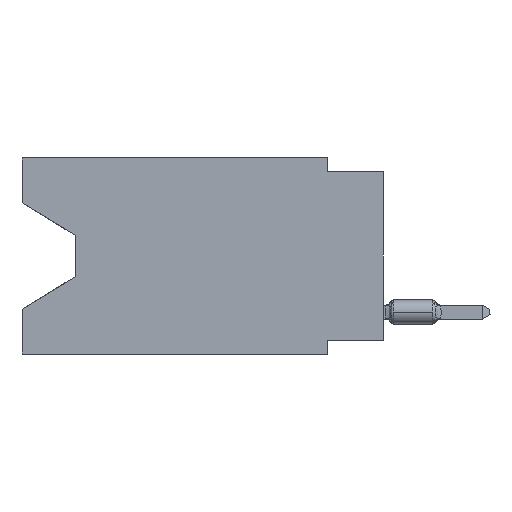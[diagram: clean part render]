
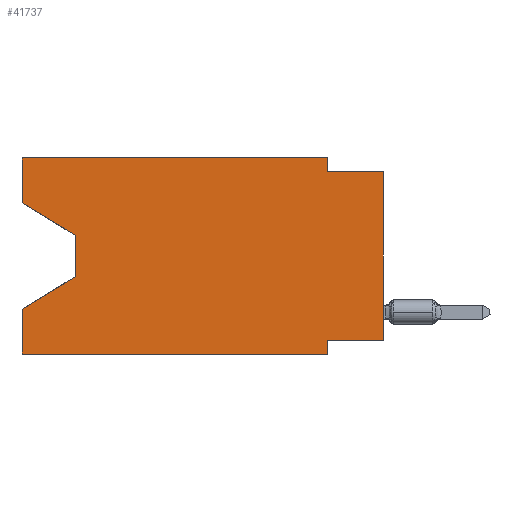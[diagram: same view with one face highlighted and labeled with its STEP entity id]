
A CAD part, left-side view. The second image highlights one B-rep face of the part: STEP entity #41737.
In plain terms, the highlighted planar face has unit normal (-1, 0, 0).
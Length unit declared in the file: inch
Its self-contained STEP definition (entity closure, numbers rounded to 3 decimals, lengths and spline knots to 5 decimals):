
#11 = CARTESIAN_POINT ( 'NONE',  ( 0., 0.645, -0.26975 ) ) ;
#528 = CARTESIAN_POINT ( 'NONE',  ( 0., 0.645, 0. ) ) ;
#657 = VERTEX_POINT ( 'NONE', #23578 ) ;
#1806 = VECTOR ( 'NONE', #14833, 39.37008 ) ;
#2562 = DIRECTION ( 'NONE',  ( 0., -0.855, -0.519 ) ) ;
#2742 = EDGE_CURVE ( 'NONE', #23980, #44470, #28231, .T. ) ;
#2893 = ORIENTED_EDGE ( 'NONE', *, *, #27216, .T. ) ;
#2940 = ORIENTED_EDGE ( 'NONE', *, *, #19554, .F. ) ;
#3020 = VECTOR ( 'NONE', #16341, 39.37008 ) ;
#3270 = ORIENTED_EDGE ( 'NONE', *, *, #19654, .T. ) ;
#4749 = EDGE_CURVE ( 'NONE', #35707, #47214, #8327, .T. ) ;
#4812 = LINE ( 'NONE', #19476, #3020 ) ;
#5537 = PLANE ( 'NONE',  #12281 ) ;
#5806 = ORIENTED_EDGE ( 'NONE', *, *, #11833, .F. ) ;
#5885 = VERTEX_POINT ( 'NONE', #32439 ) ;
#6038 = LINE ( 'NONE', #13523, #16817 ) ;
#7189 = DIRECTION ( 'NONE',  ( 0., -1., 0. ) ) ;
#7880 = DIRECTION ( 'NONE',  ( 0., 1., 0. ) ) ;
#8327 = LINE ( 'NONE', #11734, #41929 ) ;
#8461 = ORIENTED_EDGE ( 'NONE', *, *, #4749, .F. ) ;
#8596 = VERTEX_POINT ( 'NONE', #13647 ) ;
#8965 = EDGE_CURVE ( 'NONE', #35707, #31942, #4812, .T. ) ;
#9180 = DIRECTION ( 'NONE',  ( 0., 0., -1. ) ) ;
#9659 = LINE ( 'NONE', #13291, #40944 ) ;
#10132 = VERTEX_POINT ( 'NONE', #19934 ) ;
#10660 = ORIENTED_EDGE ( 'NONE', *, *, #2742, .F. ) ;
#10699 = CARTESIAN_POINT ( 'NONE',  ( 0., 0., -0.325 ) ) ;
#10733 = LINE ( 'NONE', #18416, #1806 ) ;
#11389 = LINE ( 'NONE', #40706, #20990 ) ;
#11734 = CARTESIAN_POINT ( 'NONE',  ( 0., 0., -0.325 ) ) ;
#11833 = EDGE_CURVE ( 'NONE', #47214, #10132, #6038, .T. ) ;
#12281 = AXIS2_PLACEMENT_3D ( 'NONE', #21299, #20204, #27389 ) ;
#12651 = VECTOR ( 'NONE', #28722, 39.37008 ) ;
#13058 = ORIENTED_EDGE ( 'NONE', *, *, #28889, .F. ) ;
#13291 = CARTESIAN_POINT ( 'NONE',  ( 0., 0.645, 0. ) ) ;
#13332 = ORIENTED_EDGE ( 'NONE', *, *, #38610, .F. ) ;
#13523 = CARTESIAN_POINT ( 'NONE',  ( 0., 0.1, -0.35 ) ) ;
#13647 = CARTESIAN_POINT ( 'NONE',  ( 0., 0.645, -0.08025 ) ) ;
#14529 = DIRECTION ( 'NONE',  ( 0., 0., 1. ) ) ;
#14833 = DIRECTION ( 'NONE',  ( 0., 0., -1. ) ) ;
#16341 = DIRECTION ( 'NONE',  ( 0., 0., 1. ) ) ;
#16715 = VERTEX_POINT ( 'NONE', #17735 ) ;
#16817 = VECTOR ( 'NONE', #9180, 39.37008 ) ;
#16855 = LINE ( 'NONE', #24306, #23265 ) ;
#17429 = LINE ( 'NONE', #36616, #26446 ) ;
#17714 = FACE_OUTER_BOUND ( 'NONE', #30332, .T. ) ;
#17735 = CARTESIAN_POINT ( 'NONE',  ( 0., 0.55, -0.138 ) ) ;
#18416 = CARTESIAN_POINT ( 'NONE',  ( 0., 0.55, -0.138 ) ) ;
#19476 = CARTESIAN_POINT ( 'NONE',  ( 0., 0., 0. ) ) ;
#19554 = EDGE_CURVE ( 'NONE', #31150, #26464, #9659, .T. ) ;
#19654 = EDGE_CURVE ( 'NONE', #5885, #26464, #16855, .T. ) ;
#19934 = CARTESIAN_POINT ( 'NONE',  ( 0., 0.1, -0.35 ) ) ;
#20204 = DIRECTION ( 'NONE',  ( 1., 0., 0. ) ) ;
#20924 = VECTOR ( 'NONE', #7189, 39.37008 ) ;
#20990 = VECTOR ( 'NONE', #37099, 39.37008 ) ;
#21093 = CARTESIAN_POINT ( 'NONE',  ( 0., 0., -0.025 ) ) ;
#21115 = EDGE_CURVE ( 'NONE', #8596, #23980, #17429, .T. ) ;
#21299 = CARTESIAN_POINT ( 'NONE',  ( 0., 0.645, 0. ) ) ;
#22046 = ORIENTED_EDGE ( 'NONE', *, *, #8965, .T. ) ;
#22245 = DIRECTION ( 'NONE',  ( 0., 0., -1. ) ) ;
#23265 = VECTOR ( 'NONE', #31509, 39.37008 ) ;
#23578 = CARTESIAN_POINT ( 'NONE',  ( 0., 0.1, -0.025 ) ) ;
#23980 = VERTEX_POINT ( 'NONE', #528 ) ;
#24306 = CARTESIAN_POINT ( 'NONE',  ( 0., 0.55, -0.212 ) ) ;
#25442 = LINE ( 'NONE', #40117, #20924 ) ;
#26446 = VECTOR ( 'NONE', #14529, 39.37008 ) ;
#26464 = VERTEX_POINT ( 'NONE', #11 ) ;
#27216 = EDGE_CURVE ( 'NONE', #16715, #5885, #10733, .T. ) ;
#27389 = DIRECTION ( 'NONE',  ( 0., 0., -1. ) ) ;
#28231 = LINE ( 'NONE', #39327, #12651 ) ;
#28232 = LINE ( 'NONE', #35469, #44569 ) ;
#28722 = DIRECTION ( 'NONE',  ( 0., -1., 0. ) ) ;
#28889 = EDGE_CURVE ( 'NONE', #44470, #657, #36914, .T. ) ;
#30332 = EDGE_LOOP ( 'NONE', ( #31806, #2893, #3270, #2940, #35463, #5806, #8461, #22046, #13332, #13058, #10660, #35152 ) ) ;
#30517 = CARTESIAN_POINT ( 'NONE',  ( 0., 0.645, -0.35 ) ) ;
#31150 = VERTEX_POINT ( 'NONE', #30517 ) ;
#31509 = DIRECTION ( 'NONE',  ( 0., 0.855, -0.519 ) ) ;
#31806 = ORIENTED_EDGE ( 'NONE', *, *, #35786, .T. ) ;
#31942 = VERTEX_POINT ( 'NONE', #21093 ) ;
#32362 = CARTESIAN_POINT ( 'NONE',  ( 0., 0.1, 0. ) ) ;
#32439 = CARTESIAN_POINT ( 'NONE',  ( 0., 0.55, -0.212 ) ) ;
#34854 = CARTESIAN_POINT ( 'NONE',  ( 0., 0.1, 0. ) ) ;
#35152 = ORIENTED_EDGE ( 'NONE', *, *, #21115, .F. ) ;
#35463 = ORIENTED_EDGE ( 'NONE', *, *, #41040, .T. ) ;
#35469 = CARTESIAN_POINT ( 'NONE',  ( 0., 0.645, -0.08025 ) ) ;
#35707 = VERTEX_POINT ( 'NONE', #10699 ) ;
#35786 = EDGE_CURVE ( 'NONE', #8596, #16715, #28232, .T. ) ;
#36616 = CARTESIAN_POINT ( 'NONE',  ( 0., 0.645, 0. ) ) ;
#36914 = LINE ( 'NONE', #32362, #40780 ) ;
#37099 = DIRECTION ( 'NONE',  ( 0., -1., 0. ) ) ;
#38610 = EDGE_CURVE ( 'NONE', #657, #31942, #25442, .T. ) ;
#38960 = DIRECTION ( 'NONE',  ( 0., 0., 1. ) ) ;
#39327 = CARTESIAN_POINT ( 'NONE',  ( 0., 0.645, 0. ) ) ;
#40117 = CARTESIAN_POINT ( 'NONE',  ( 0., 0., -0.025 ) ) ;
#40706 = CARTESIAN_POINT ( 'NONE',  ( 0., 0.645, -0.35 ) ) ;
#40780 = VECTOR ( 'NONE', #22245, 39.37008 ) ;
#40944 = VECTOR ( 'NONE', #38960, 39.37008 ) ;
#41040 = EDGE_CURVE ( 'NONE', #31150, #10132, #11389, .T. ) ;
#41737 = ADVANCED_FACE ( 'NONE', ( #17714 ), #5537, .F. ) ;
#41929 = VECTOR ( 'NONE', #7880, 39.37008 ) ;
#44470 = VERTEX_POINT ( 'NONE', #34854 ) ;
#44505 = CARTESIAN_POINT ( 'NONE',  ( 0., 0.1, -0.325 ) ) ;
#44569 = VECTOR ( 'NONE', #2562, 39.37008 ) ;
#47214 = VERTEX_POINT ( 'NONE', #44505 ) ;
